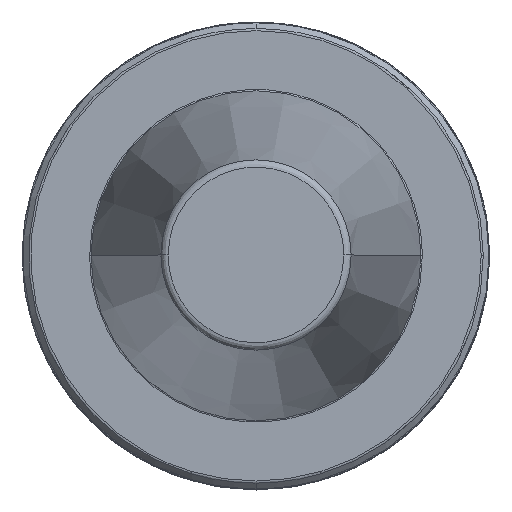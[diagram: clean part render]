
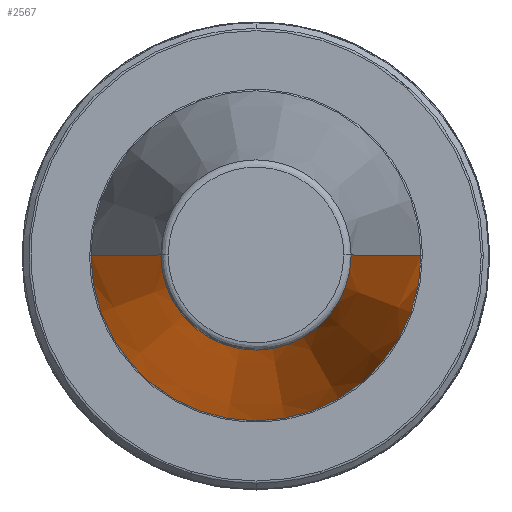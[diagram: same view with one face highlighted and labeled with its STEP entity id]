
A CAD part, top view. The second image highlights one B-rep face of the part: STEP entity #2567.
In plain terms, the highlighted conical face has half-angle 8.297 degrees and reference radius 22.225 mm.
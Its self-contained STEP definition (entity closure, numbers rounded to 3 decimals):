
#410 = CARTESIAN_POINT ( 'NONE',  ( 22.225, 0., 0. ) ) ;
#427 = AXIS2_PLACEMENT_3D ( 'NONE', #2035, #2032, #2031 ) ;
#464 = CIRCLE ( 'NONE', #427, 22.225 ) ;
#499 = VERTEX_POINT ( 'NONE', #2984 ) ;
#788 = EDGE_LOOP ( 'NONE', ( #1113, #1575, #3490, #2959 ) ) ;
#830 = CIRCLE ( 'NONE', #903, 12.812 ) ;
#903 = AXIS2_PLACEMENT_3D ( 'NONE', #2929, #2927, #2925 ) ;
#932 = DIRECTION ( 'NONE',  ( -1., 0., 0. ) ) ;
#934 = LINE ( 'NONE', #3402, #3086 ) ;
#974 = CARTESIAN_POINT ( 'NONE',  ( 12.812, 0., 64.544 ) ) ;
#1113 = ORIENTED_EDGE ( 'NONE', *, *, #1189, .F. ) ;
#1189 = EDGE_CURVE ( 'NONE', #2077, #3500, #934, .T. ) ;
#1226 = EDGE_CURVE ( 'NONE', #2077, #1780, #830, .T. ) ;
#1230 = AXIS2_PLACEMENT_3D ( 'NONE', #3488, #1515, #932 ) ;
#1454 = CARTESIAN_POINT ( 'NONE',  ( -12.812, 0., 64.544 ) ) ;
#1456 = EDGE_CURVE ( 'NONE', #3500, #499, #464, .T. ) ;
#1515 = DIRECTION ( 'NONE',  ( 0., 0., -1. ) ) ;
#1567 = DIRECTION ( 'NONE',  ( -0.144, 0., -0.99 ) ) ;
#1575 = ORIENTED_EDGE ( 'NONE', *, *, #1226, .T. ) ;
#1579 = CARTESIAN_POINT ( 'NONE',  ( -22.225, 0., 0. ) ) ;
#1684 = EDGE_CURVE ( 'NONE', #1780, #499, #2964, .T. ) ;
#1780 = VERTEX_POINT ( 'NONE', #1454 ) ;
#2031 = DIRECTION ( 'NONE',  ( 1., 0., 0. ) ) ;
#2032 = DIRECTION ( 'NONE',  ( 0., 0., -1. ) ) ;
#2035 = CARTESIAN_POINT ( 'NONE',  ( 0., 0., 0. ) ) ;
#2077 = VERTEX_POINT ( 'NONE', #974 ) ;
#2320 = FACE_OUTER_BOUND ( 'NONE', #788, .T. ) ;
#2567 = ADVANCED_FACE ( 'NONE', ( #2320 ), #2896, .T. ) ;
#2896 = CONICAL_SURFACE ( 'NONE', #1230, 22.225, 0.145 ) ;
#2925 = DIRECTION ( 'NONE',  ( -1., 0., 0. ) ) ;
#2927 = DIRECTION ( 'NONE',  ( 0., 0., -1. ) ) ;
#2929 = CARTESIAN_POINT ( 'NONE',  ( 0., 0., 64.544 ) ) ;
#2959 = ORIENTED_EDGE ( 'NONE', *, *, #1456, .F. ) ;
#2964 = LINE ( 'NONE', #1579, #3699 ) ;
#2984 = CARTESIAN_POINT ( 'NONE',  ( -22.225, 0., 0. ) ) ;
#3086 = VECTOR ( 'NONE', #3396, 1000. ) ;
#3396 = DIRECTION ( 'NONE',  ( 0.144, 0., -0.99 ) ) ;
#3402 = CARTESIAN_POINT ( 'NONE',  ( 22.225, 0., 0. ) ) ;
#3488 = CARTESIAN_POINT ( 'NONE',  ( 0., 0., 0. ) ) ;
#3490 = ORIENTED_EDGE ( 'NONE', *, *, #1684, .T. ) ;
#3500 = VERTEX_POINT ( 'NONE', #410 ) ;
#3699 = VECTOR ( 'NONE', #1567, 1000. ) ;
